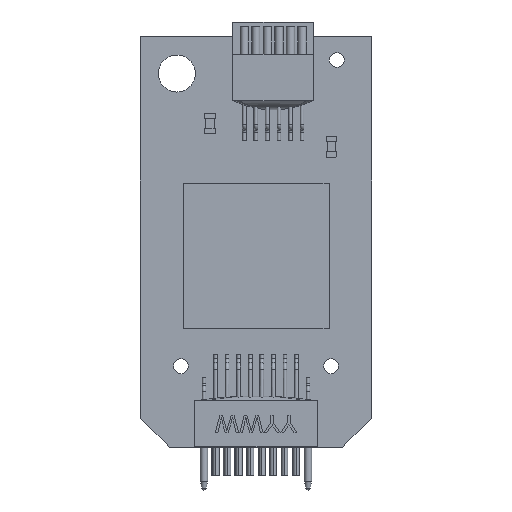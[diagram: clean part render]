
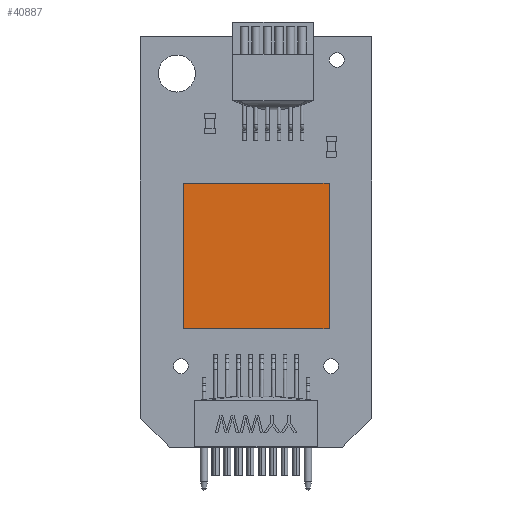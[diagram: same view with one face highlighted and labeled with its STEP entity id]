
A CAD part, top view. The second image highlights one B-rep face of the part: STEP entity #40887.
In plain terms, the highlighted planar face has unit normal (0, 0, 1).
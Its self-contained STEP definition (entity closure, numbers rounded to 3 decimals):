
#26758 = PLANE('',#26759);
#26759 = AXIS2_PLACEMENT_3D('',#26760,#26761,#26762);
#26760 = CARTESIAN_POINT('',(-10.338,-16.053,1.36));
#26761 = DIRECTION('',(1.,0.,0.));
#26762 = DIRECTION('',(0.,1.,0.));
#26786 = PLANE('',#26787);
#26787 = AXIS2_PLACEMENT_3D('',#26788,#26789,#26790);
#26788 = CARTESIAN_POINT('',(-10.338,-8.053,1.36));
#26789 = DIRECTION('',(0.,-1.,0.));
#26790 = DIRECTION('',(1.,0.,0.));
#26814 = PLANE('',#26815);
#26815 = AXIS2_PLACEMENT_3D('',#26816,#26817,#26818);
#26816 = CARTESIAN_POINT('',(-2.338,-16.053,1.36));
#26817 = DIRECTION('',(-1.,0.,0.));
#26818 = DIRECTION('',(0.,-1.,0.));
#26840 = PLANE('',#26841);
#26841 = AXIS2_PLACEMENT_3D('',#26842,#26843,#26844);
#26842 = CARTESIAN_POINT('',(-10.338,-16.053,1.36));
#26843 = DIRECTION('',(0.,1.,0.));
#26844 = DIRECTION('',(-1.,0.,0.));
#40692 = VERTEX_POINT('',#40693);
#40693 = CARTESIAN_POINT('',(-10.338,-16.053,1.36));
#40714 = EDGE_CURVE('',#40715,#40692,#40717,.T.);
#40715 = VERTEX_POINT('',#40716);
#40716 = CARTESIAN_POINT('',(-10.338,-8.053,1.36));
#40717 = SURFACE_CURVE('',#40718,(#40722,#40729),.PCURVE_S1.);
#40718 = LINE('',#40719,#40720);
#40719 = CARTESIAN_POINT('',(-10.338,-8.053,1.36));
#40720 = VECTOR('',#40721,1.);
#40721 = DIRECTION('',(0.,-1.,0.));
#40722 = PCURVE('',#26758,#40723);
#40723 = DEFINITIONAL_REPRESENTATION('',(#40724),#40728);
#40724 = LINE('',#40725,#40726);
#40725 = CARTESIAN_POINT('',(8.,0.));
#40726 = VECTOR('',#40727,1.);
#40727 = DIRECTION('',(-1.,0.));
#40728 = ( GEOMETRIC_REPRESENTATION_CONTEXT(2) 
PARAMETRIC_REPRESENTATION_CONTEXT() REPRESENTATION_CONTEXT('2D SPACE',''
  ) );
#40729 = PCURVE('',#40730,#40735);
#40730 = PLANE('',#40731);
#40731 = AXIS2_PLACEMENT_3D('',#40732,#40733,#40734);
#40732 = CARTESIAN_POINT('',(-10.338,-16.053,1.36));
#40733 = DIRECTION('',(0.,0.,-1.));
#40734 = DIRECTION('',(0.,1.,0.));
#40735 = DEFINITIONAL_REPRESENTATION('',(#40736),#40740);
#40736 = LINE('',#40737,#40738);
#40737 = CARTESIAN_POINT('',(8.,0.));
#40738 = VECTOR('',#40739,1.);
#40739 = DIRECTION('',(-1.,0.));
#40740 = ( GEOMETRIC_REPRESENTATION_CONTEXT(2) 
PARAMETRIC_REPRESENTATION_CONTEXT() REPRESENTATION_CONTEXT('2D SPACE',''
  ) );
#40768 = VERTEX_POINT('',#40769);
#40769 = CARTESIAN_POINT('',(-2.338,-16.053,1.36));
#40790 = EDGE_CURVE('',#40692,#40768,#40791,.T.);
#40791 = SURFACE_CURVE('',#40792,(#40796,#40803),.PCURVE_S1.);
#40792 = LINE('',#40793,#40794);
#40793 = CARTESIAN_POINT('',(-10.338,-16.053,1.36));
#40794 = VECTOR('',#40795,1.);
#40795 = DIRECTION('',(1.,0.,0.));
#40796 = PCURVE('',#26840,#40797);
#40797 = DEFINITIONAL_REPRESENTATION('',(#40798),#40802);
#40798 = LINE('',#40799,#40800);
#40799 = CARTESIAN_POINT('',(0.,0.));
#40800 = VECTOR('',#40801,1.);
#40801 = DIRECTION('',(-1.,0.));
#40802 = ( GEOMETRIC_REPRESENTATION_CONTEXT(2) 
PARAMETRIC_REPRESENTATION_CONTEXT() REPRESENTATION_CONTEXT('2D SPACE',''
  ) );
#40803 = PCURVE('',#40730,#40804);
#40804 = DEFINITIONAL_REPRESENTATION('',(#40805),#40809);
#40805 = LINE('',#40806,#40807);
#40806 = CARTESIAN_POINT('',(0.,-0.));
#40807 = VECTOR('',#40808,1.);
#40808 = DIRECTION('',(0.,1.));
#40809 = ( GEOMETRIC_REPRESENTATION_CONTEXT(2) 
PARAMETRIC_REPRESENTATION_CONTEXT() REPRESENTATION_CONTEXT('2D SPACE',''
  ) );
#40817 = VERTEX_POINT('',#40818);
#40818 = CARTESIAN_POINT('',(-2.338,-8.053,1.36));
#40839 = EDGE_CURVE('',#40768,#40817,#40840,.T.);
#40840 = SURFACE_CURVE('',#40841,(#40845,#40852),.PCURVE_S1.);
#40841 = LINE('',#40842,#40843);
#40842 = CARTESIAN_POINT('',(-2.338,-16.053,1.36));
#40843 = VECTOR('',#40844,1.);
#40844 = DIRECTION('',(0.,1.,0.));
#40845 = PCURVE('',#26814,#40846);
#40846 = DEFINITIONAL_REPRESENTATION('',(#40847),#40851);
#40847 = LINE('',#40848,#40849);
#40848 = CARTESIAN_POINT('',(0.,0.));
#40849 = VECTOR('',#40850,1.);
#40850 = DIRECTION('',(-1.,0.));
#40851 = ( GEOMETRIC_REPRESENTATION_CONTEXT(2) 
PARAMETRIC_REPRESENTATION_CONTEXT() REPRESENTATION_CONTEXT('2D SPACE',''
  ) );
#40852 = PCURVE('',#40730,#40853);
#40853 = DEFINITIONAL_REPRESENTATION('',(#40854),#40858);
#40854 = LINE('',#40855,#40856);
#40855 = CARTESIAN_POINT('',(0.,8.));
#40856 = VECTOR('',#40857,1.);
#40857 = DIRECTION('',(1.,0.));
#40858 = ( GEOMETRIC_REPRESENTATION_CONTEXT(2) 
PARAMETRIC_REPRESENTATION_CONTEXT() REPRESENTATION_CONTEXT('2D SPACE',''
  ) );
#40866 = EDGE_CURVE('',#40817,#40715,#40867,.T.);
#40867 = SURFACE_CURVE('',#40868,(#40872,#40879),.PCURVE_S1.);
#40868 = LINE('',#40869,#40870);
#40869 = CARTESIAN_POINT('',(-2.338,-8.053,1.36));
#40870 = VECTOR('',#40871,1.);
#40871 = DIRECTION('',(-1.,0.,0.));
#40872 = PCURVE('',#26786,#40873);
#40873 = DEFINITIONAL_REPRESENTATION('',(#40874),#40878);
#40874 = LINE('',#40875,#40876);
#40875 = CARTESIAN_POINT('',(8.,0.));
#40876 = VECTOR('',#40877,1.);
#40877 = DIRECTION('',(-1.,0.));
#40878 = ( GEOMETRIC_REPRESENTATION_CONTEXT(2) 
PARAMETRIC_REPRESENTATION_CONTEXT() REPRESENTATION_CONTEXT('2D SPACE',''
  ) );
#40879 = PCURVE('',#40730,#40880);
#40880 = DEFINITIONAL_REPRESENTATION('',(#40881),#40885);
#40881 = LINE('',#40882,#40883);
#40882 = CARTESIAN_POINT('',(8.,8.));
#40883 = VECTOR('',#40884,1.);
#40884 = DIRECTION('',(0.,-1.));
#40885 = ( GEOMETRIC_REPRESENTATION_CONTEXT(2) 
PARAMETRIC_REPRESENTATION_CONTEXT() REPRESENTATION_CONTEXT('2D SPACE',''
  ) );
#40887 = ADVANCED_FACE('',(#40888),#40730,.F.);
#40888 = FACE_BOUND('',#40889,.T.);
#40889 = EDGE_LOOP('',(#40890,#40891,#40892,#40893));
#40890 = ORIENTED_EDGE('',*,*,#40714,.T.);
#40891 = ORIENTED_EDGE('',*,*,#40790,.T.);
#40892 = ORIENTED_EDGE('',*,*,#40839,.T.);
#40893 = ORIENTED_EDGE('',*,*,#40866,.T.);
